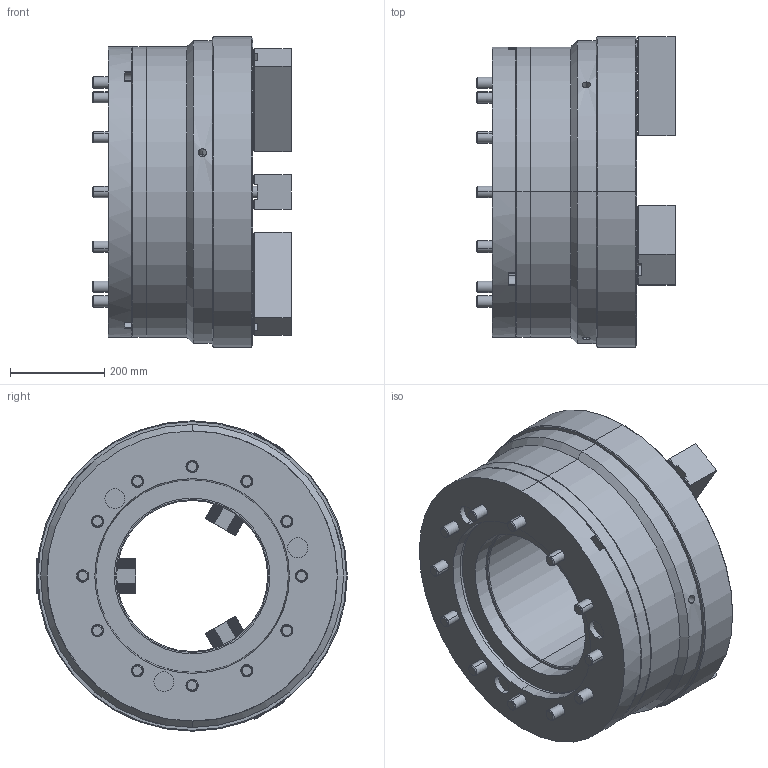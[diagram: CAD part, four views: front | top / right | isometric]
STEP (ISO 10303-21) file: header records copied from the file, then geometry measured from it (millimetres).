
FILE_DESCRIPTION (( 'STEP AP203' ), '1' );
FILE_NAME ('CF-AP-320A20.STEP', '2019-06-12T01:39:47', ( '' ), ( '' ), 'SwSTEP 2.0', 'SolidWorks 2016', '' );
FILE_SCHEMA (( 'CONFIG_CONTROL_DESIGN' ));
Length unit declared in the file: millimetre
Products named in the file (11): CF-AP-320A20; AP-320-08防塵套; AP-320-生爪; M24x55; M8x16; M16x40; 圓頭內六角螺栓_M16x190; CF-AP-320 A20法蘭; AP-320-01; 圓頭內六角螺栓_M24x65; AP-320-06法蘭蓋
Assembly tree (55 placements, depth 2):
  CF-AP-320A20
    AP-320-01
    AP-320-06法蘭蓋
    AP-320-08防塵套
    AP-320-生爪  x3
    M24x55  x6
    M8x16  x9
    M16x40  x12
    圓頭內六角螺栓_M16x190  x9
    CF-AP-320 A20法蘭
    圓頭內六角螺栓_M24x65  x12
Bounding box: 420.5 x 658.5 x 658 mm (x, y, z)
Volume: 63350187 mm3; surface area: 3805834.7 mm2
Topology: 55 solids, 55 shells, 3377 faces, 8869 edges, 5681 vertices
Faces by surface type: plane 2107, cylinder 918, cone 292, torus 60
Entity records: 37742 total; most frequent: CARTESIAN_POINT 7401, ORIENTED_EDGE 5918, DIRECTION 5711, EDGE_CURVE 2959, LINE 1953, VECTOR 1953, VERTEX_POINT 1939, AXIS2_PLACEMENT_3D 1879
